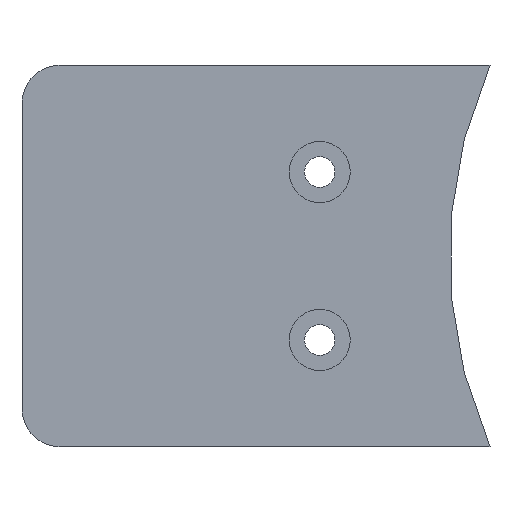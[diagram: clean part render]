
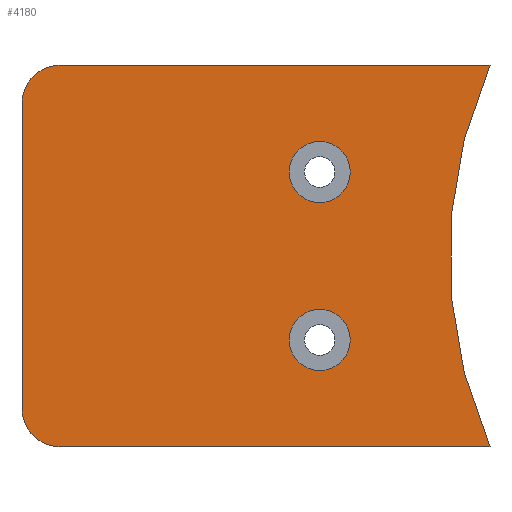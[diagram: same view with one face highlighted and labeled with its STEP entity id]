
A CAD part, front view. The second image highlights one B-rep face of the part: STEP entity #4180.
In plain terms, the highlighted planar face has unit normal (0, -1, 0).
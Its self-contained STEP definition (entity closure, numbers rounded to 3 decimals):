
#31=CIRCLE('',#4390,61.5);
#32=CIRCLE('',#4393,5.);
#33=CIRCLE('',#4394,5.);
#34=CIRCLE('',#4395,4.);
#35=CIRCLE('',#4396,4.);
#180=FACE_BOUND('',#628,.T.);
#181=FACE_BOUND('',#629,.T.);
#386=FACE_OUTER_BOUND('',#627,.T.);
#627=EDGE_LOOP('',(#3725,#3726,#3727,#3728,#3729,#3730));
#628=EDGE_LOOP('',(#3731));
#629=EDGE_LOOP('',(#3732));
#1123=LINE('',#7080,#1618);
#1125=LINE('',#7084,#1620);
#1126=LINE('',#7088,#1621);
#1618=VECTOR('',#5238,10.);
#1620=VECTOR('',#5242,10.);
#1621=VECTOR('',#5245,10.);
#2015=VERTEX_POINT('',#7073);
#2016=VERTEX_POINT('',#7075);
#2017=VERTEX_POINT('',#7079);
#2018=VERTEX_POINT('',#7083);
#2019=VERTEX_POINT('',#7085);
#2020=VERTEX_POINT('',#7087);
#2021=VERTEX_POINT('',#7090);
#2022=VERTEX_POINT('',#7092);
#2592=EDGE_CURVE('',#2015,#2016,#31,.T.);
#2593=EDGE_CURVE('',#2015,#2017,#1123,.T.);
#2595=EDGE_CURVE('',#2018,#2016,#1125,.T.);
#2596=EDGE_CURVE('',#2019,#2018,#32,.T.);
#2597=EDGE_CURVE('',#2020,#2019,#1126,.T.);
#2598=EDGE_CURVE('',#2017,#2020,#33,.T.);
#2599=EDGE_CURVE('',#2021,#2021,#34,.T.);
#2600=EDGE_CURVE('',#2022,#2022,#35,.T.);
#3725=ORIENTED_EDGE('',*,*,#2592,.T.);
#3726=ORIENTED_EDGE('',*,*,#2595,.F.);
#3727=ORIENTED_EDGE('',*,*,#2596,.F.);
#3728=ORIENTED_EDGE('',*,*,#2597,.F.);
#3729=ORIENTED_EDGE('',*,*,#2598,.F.);
#3730=ORIENTED_EDGE('',*,*,#2593,.F.);
#3731=ORIENTED_EDGE('',*,*,#2599,.T.);
#3732=ORIENTED_EDGE('',*,*,#2600,.T.);
#3968=PLANE('',#4392);
#4180=ADVANCED_FACE('',(#386,#180,#181),#3968,.F.);
#4390=AXIS2_PLACEMENT_3D('',#7077,#5234,#5235);
#4392=AXIS2_PLACEMENT_3D('',#7082,#5240,#5241);
#4393=AXIS2_PLACEMENT_3D('',#7086,#5243,#5244);
#4394=AXIS2_PLACEMENT_3D('',#7089,#5246,#5247);
#4395=AXIS2_PLACEMENT_3D('',#7091,#5248,#5249);
#4396=AXIS2_PLACEMENT_3D('',#7093,#5250,#5251);
#5234=DIRECTION('center_axis',(0.,1.,0.));
#5235=DIRECTION('ref_axis',(1.,0.,0.));
#5238=DIRECTION('',(-1.,0.,0.));
#5240=DIRECTION('center_axis',(0.,1.,0.));
#5241=DIRECTION('ref_axis',(0.,0.,1.));
#5242=DIRECTION('',(1.,0.,0.));
#5243=DIRECTION('center_axis',(0.,1.,0.));
#5244=DIRECTION('ref_axis',(-0.707,0.,0.707));
#5245=DIRECTION('',(0.,0.,1.));
#5246=DIRECTION('center_axis',(0.,1.,0.));
#5247=DIRECTION('ref_axis',(-0.707,0.,-0.707));
#5248=DIRECTION('center_axis',(0.,1.,0.));
#5249=DIRECTION('ref_axis',(1.,0.,0.));
#5250=DIRECTION('center_axis',(0.,1.,0.));
#5251=DIRECTION('ref_axis',(1.,0.,0.));
#7073=CARTESIAN_POINT('',(-56.189,0.,-25.));
#7075=CARTESIAN_POINT('',(-56.189,0.,25.));
#7077=CARTESIAN_POINT('Origin',(0.,0.,0.));
#7079=CARTESIAN_POINT('',(-112.5,0.,-25.));
#7080=CARTESIAN_POINT('',(-55.642,0.,-25.));
#7082=CARTESIAN_POINT('Origin',(-28.25,0.,0.));
#7083=CARTESIAN_POINT('',(-112.5,0.,25.));
#7084=CARTESIAN_POINT('',(-117.5,0.,25.));
#7085=CARTESIAN_POINT('',(-117.5,0.,20.));
#7086=CARTESIAN_POINT('Origin',(-112.5,0.,20.));
#7087=CARTESIAN_POINT('',(-117.5,0.,-20.));
#7088=CARTESIAN_POINT('',(-117.5,0.,-25.));
#7089=CARTESIAN_POINT('Origin',(-112.5,0.,-20.));
#7090=CARTESIAN_POINT('',(-82.5,0.,-11.));
#7091=CARTESIAN_POINT('Origin',(-78.5,0.,-11.));
#7092=CARTESIAN_POINT('',(-82.5,0.,11.));
#7093=CARTESIAN_POINT('Origin',(-78.5,0.,11.));
